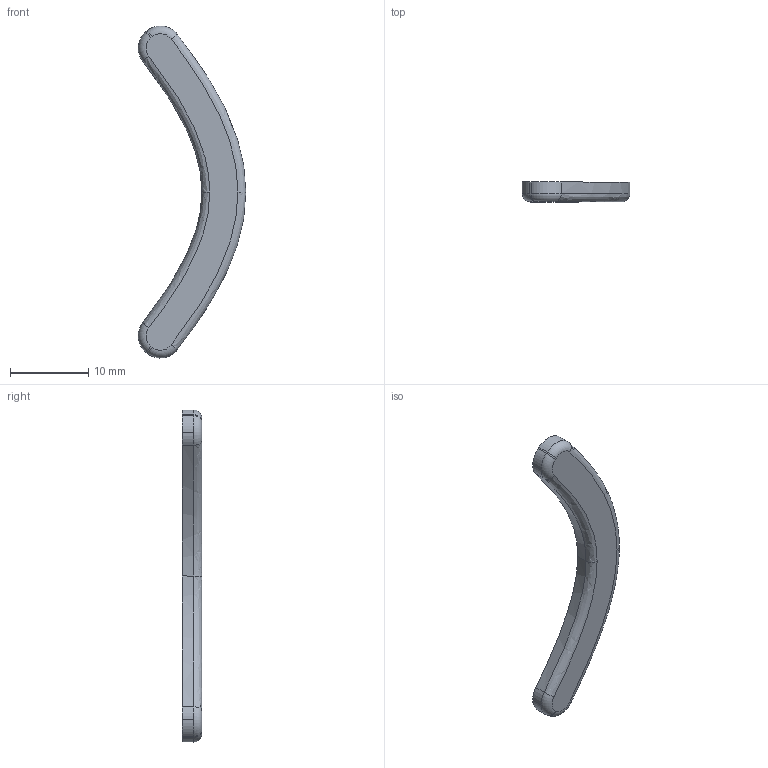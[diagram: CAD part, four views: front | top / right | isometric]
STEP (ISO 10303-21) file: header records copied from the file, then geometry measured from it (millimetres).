
FILE_DESCRIPTION (( 'STEP AP203' ), '1' );
FILE_NAME ('PAD antidérapant.STEP', '2021-02-15T18:26:16', ( '' ), ( '' ), 'SwSTEP 2.0', 'SolidWorks 2020', '' );
FILE_SCHEMA (( 'CONFIG_CONTROL_DESIGN' ));
Length unit declared in the file: millimetre
Products named in the file (1): PAD antidérapant
Bounding box: 13.74 x 2.5 x 42.41 mm (x, y, z)
Volume: 614.4 mm3; surface area: 714.1 mm2
Topology: 1 solids, 1 shells, 24 faces, 56 edges, 34 vertices
Faces by surface type: bspline 8, cylinder 8, plane 4, torus 4
Entity records: 1147 total; most frequent: CARTESIAN_POINT 551, ORIENTED_EDGE 112, DIRECTION 104, EDGE_CURVE 56, AXIS2_PLACEMENT_3D 43, VERTEX_POINT 34, CIRCLE 26, FACE_OUTER_BOUND 24
